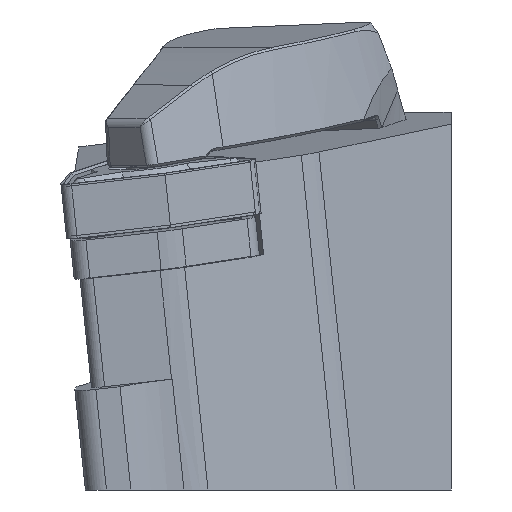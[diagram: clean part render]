
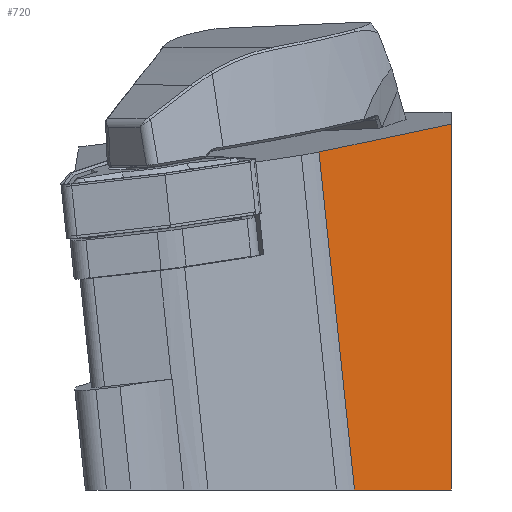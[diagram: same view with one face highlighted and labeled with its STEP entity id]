
A CAD part, left-side view. The second image highlights one B-rep face of the part: STEP entity #720.
In plain terms, the highlighted planar face has unit normal (-0.703, -0.711, 0).
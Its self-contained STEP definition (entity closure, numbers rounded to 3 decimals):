
#720=ADVANCED_FACE('',(#998),#897,.T.);
#897=PLANE('',#3718);
#998=FACE_OUTER_BOUND('',#1168,.T.);
#1168=EDGE_LOOP('',(#1977,#1978,#1979,#1980));
#1364=LINE('',#4847,#1625);
#1398=LINE('',#4925,#1659);
#1411=LINE('',#4953,#1672);
#1412=LINE('',#4955,#1673);
#1625=VECTOR('',#3999,1.);
#1659=VECTOR('',#4065,1.);
#1672=VECTOR('',#4088,1.);
#1673=VECTOR('',#4091,1.);
#1977=ORIENTED_EDGE('',*,*,#3201,.F.);
#1978=ORIENTED_EDGE('',*,*,#3202,.F.);
#1979=ORIENTED_EDGE('',*,*,#3187,.F.);
#1980=ORIENTED_EDGE('',*,*,#3146,.T.);
#2841=VERTEX_POINT('',#4846);
#2842=VERTEX_POINT('',#4848);
#2870=VERTEX_POINT('',#4926);
#2879=VERTEX_POINT('',#4952);
#3146=EDGE_CURVE('',#2842,#2841,#1364,.T.);
#3187=EDGE_CURVE('',#2842,#2870,#1398,.T.);
#3201=EDGE_CURVE('',#2879,#2841,#1411,.T.);
#3202=EDGE_CURVE('',#2870,#2879,#1412,.T.);
#3718=AXIS2_PLACEMENT_3D('',#4956,#4092,#4093);
#3999=DIRECTION('',(-0.703,0.696,-0.147));
#4065=DIRECTION('',(-0.001,0.,-1.));
#4088=DIRECTION('',(-0.105,0.104,0.989));
#4091=DIRECTION('',(-0.711,0.703,0.));
#4092=DIRECTION('',(-0.703,-0.711,0.));
#4093=DIRECTION('',(-0.711,0.703,0.));
#4846=CARTESIAN_POINT('',(7.497,10.832,2.722));
#4847=CARTESIAN_POINT('',(-26.454,44.41,-4.395));
#4848=CARTESIAN_POINT('',(18.45,0.,5.018));
#4925=CARTESIAN_POINT('',(18.441,0.,-11.014));
#4926=CARTESIAN_POINT('',(18.433,0.,-25.));
#4952=CARTESIAN_POINT('',(10.427,7.918,-25.));
#4953=CARTESIAN_POINT('',(9.243,9.096,-13.795));
#4955=CARTESIAN_POINT('',(14.48,3.909,-25.));
#4956=CARTESIAN_POINT('',(22.499,-4.014,-11.016));
